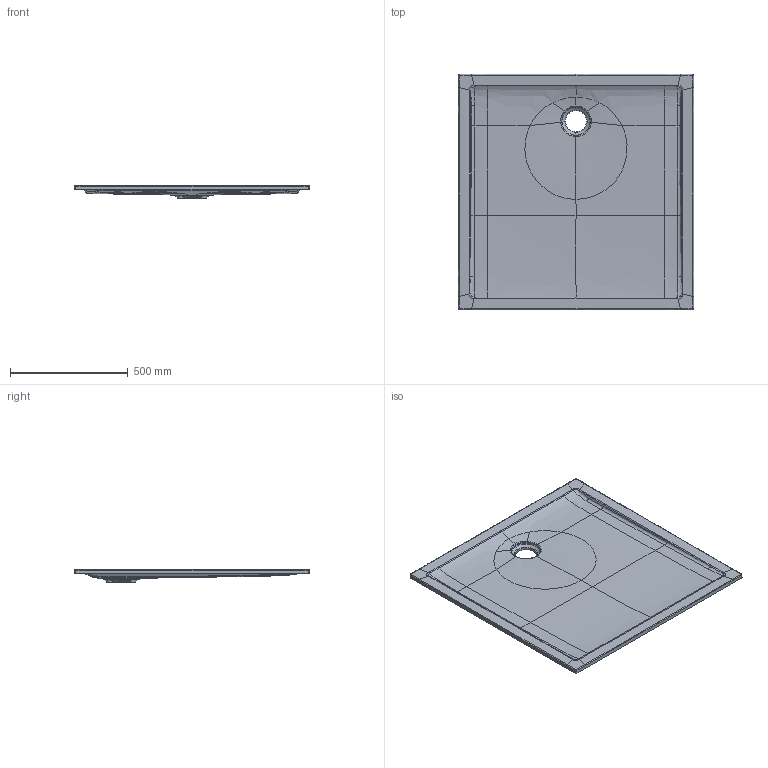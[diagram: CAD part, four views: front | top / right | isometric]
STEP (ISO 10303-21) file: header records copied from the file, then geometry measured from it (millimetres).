
FILE_DESCRIPTION((''),'2;1');
FILE_NAME('UDQ1000FFL1V_FUTURION_FLAT','2022-07-12T08:45:13',('GrootJ'),('Villeroy & Boch Wellness bv'),'CREO PARAMETRIC BY PTC INC, 2020454','CREO PARAMETRIC BY PTC INC, 2020454','');
FILE_SCHEMA(('CONFIG_CONTROL_DESIGN'));
Length unit declared in the file: millimetre
Products named in the file (1): UDQ1000FFL1V_FUTURION_FLAT
Bounding box: 999.79 x 999.79 x 54.82 mm (x, y, z)
Volume: 16369240.8 mm3; surface area: 2096015 mm2
Topology: 1 solids, 1 shells, 322 faces, 753 edges, 433 vertices
Faces by surface type: bspline 212, plane 26, extrusion 26, cylinder 24, cone 12, torus 12, sphere 8, revolution 2
Entity records: 21498 total; most frequent: CARTESIAN_POINT 15941, ORIENTED_EDGE 1502, EDGE_CURVE 751, B_SPLINE_CURVE_WITH_KNOTS 565, DIRECTION 494, VERTEX_POINT 433, EDGE_LOOP 326, FACE_OUTER_BOUND 322
